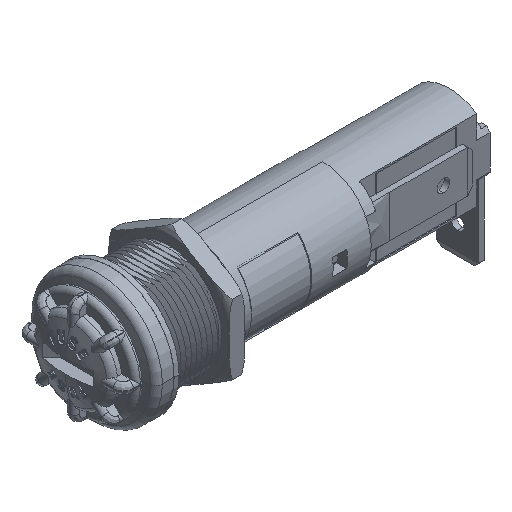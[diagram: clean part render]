
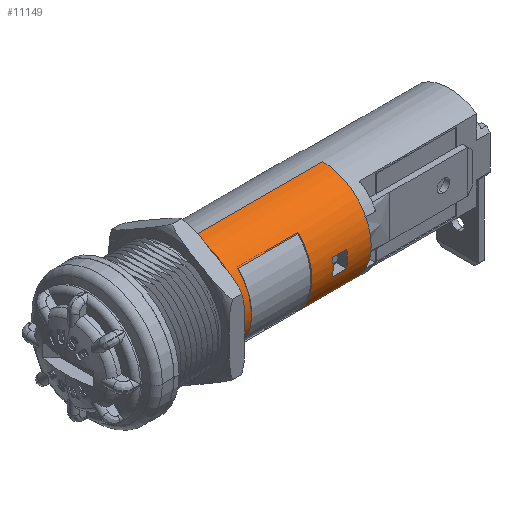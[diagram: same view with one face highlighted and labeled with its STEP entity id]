
A CAD part, isometric view. The second image highlights one B-rep face of the part: STEP entity #11149.
In plain terms, the highlighted cylindrical face has radius 7.24 mm (diameter 14.48 mm), a partial arc.
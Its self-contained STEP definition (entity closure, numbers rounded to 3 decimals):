
#1768=CARTESIAN_POINT('',(15.12,0.,0.));
#1769=DIRECTION('',(-1.,0.,0.));
#1770=DIRECTION('',(0.,0.897,-0.442));
#1771=AXIS2_PLACEMENT_3D('',#1768,#1769,#1770);
#1773=CARTESIAN_POINT('',(15.12,0.,0.));
#1774=DIRECTION('',(-1.,0.,0.));
#1775=DIRECTION('',(0.,0.,-1.));
#1776=AXIS2_PLACEMENT_3D('',#1773,#1774,#1775);
#1778=CARTESIAN_POINT('',(34.82,0.,0.));
#1779=DIRECTION('',(-1.,0.,0.));
#1780=DIRECTION('',(0.,-0.89,-0.456));
#1781=AXIS2_PLACEMENT_3D('',#1778,#1779,#1780);
#1783=DIRECTION('',(-1.,0.,0.));
#1784=VECTOR('',#1783,19.06);
#1785=CARTESIAN_POINT('',(34.82,0.,-7.24));
#1786=LINE('',#1785,#1784);
#1810=CARTESIAN_POINT('',(29.15,0.,0.));
#1811=DIRECTION('',(1.,0.,0.));
#1812=DIRECTION('',(0.,-0.985,0.173));
#1813=AXIS2_PLACEMENT_3D('',#1810,#1811,#1812);
#1840=DIRECTION('',(1.,0.,0.));
#1841=VECTOR('',#1840,2.15);
#1842=CARTESIAN_POINT('',(29.15,-7.131,-1.25));
#1843=LINE('',#1842,#1841);
#2539=CARTESIAN_POINT('',(15.13,6.729,-2.671));
#2540=CARTESIAN_POINT('',(15.128,6.694,-2.76));
#2541=CARTESIAN_POINT('',(15.125,6.62,-2.937));
#2542=CARTESIAN_POINT('',(15.122,6.538,-3.111));
#2543=CARTESIAN_POINT('',(15.12,6.496,-3.197));
#2545=CARTESIAN_POINT('',(15.22,6.83,2.401));
#2546=CARTESIAN_POINT('',(15.214,6.943,2.08));
#2547=CARTESIAN_POINT('',(15.202,7.125,1.418));
#2548=CARTESIAN_POINT('',(15.184,7.256,0.379));
#2549=CARTESIAN_POINT('',(15.166,7.234,
-0.673));
#2550=CARTESIAN_POINT('',(15.148,7.064,-1.697));
#2551=CARTESIAN_POINT('',(15.136,6.856,-2.353));
#2552=CARTESIAN_POINT('',(15.13,6.729,-2.671));
#2554=DIRECTION('',(-1.,0.,0.));
#2555=VECTOR('',#2554,0.78);
#2556=CARTESIAN_POINT('',(16.,6.83,2.401));
#2557=LINE('',#2556,#2555);
#2558=CARTESIAN_POINT('',(15.76,0.,-7.24));
#2559=CARTESIAN_POINT('',(15.767,0.416,-7.24));
#2560=CARTESIAN_POINT('',(15.782,1.253,-7.168));
#2561=CARTESIAN_POINT('',(15.804,2.49,-6.839));
#2562=CARTESIAN_POINT('',(15.826,3.643,-6.298));
#2563=CARTESIAN_POINT('',(15.847,4.664,-5.584));
#2564=CARTESIAN_POINT('',(15.869,5.549,-4.706));
#2565=CARTESIAN_POINT('',(15.891,6.276,-3.682));
#2566=CARTESIAN_POINT('',(15.913,6.815,-2.547));
#2567=CARTESIAN_POINT('',(15.934,7.151,-1.345));
#2568=CARTESIAN_POINT('',(15.956,7.277,
-0.073));
#2569=CARTESIAN_POINT('',(15.978,7.177,1.201));
#2570=CARTESIAN_POINT('',(15.993,6.968,2.01));
#2571=CARTESIAN_POINT('',(16.,6.83,2.401));
#2573=CARTESIAN_POINT('',(34.82,0.,0.));
#2574=DIRECTION('',(-1.,0.,0.));
#2575=DIRECTION('',(0.,0.,-1.));
#2576=AXIS2_PLACEMENT_3D('',#2573,#2574,#2575);
#2599=CARTESIAN_POINT('',(34.82,0.,0.));
#2600=DIRECTION('',(-1.,0.,0.));
#2601=DIRECTION('',(0.,-0.89,0.456));
#2602=AXIS2_PLACEMENT_3D('',#2599,#2600,#2601);
#2604=DIRECTION('',(-1.,0.,0.));
#2605=VECTOR('',#2604,19.7);
#2606=CARTESIAN_POINT('',(34.82,0.,7.24));
#2607=LINE('',#2606,#2605);
#2644=DIRECTION('',(1.,0.,0.));
#2645=VECTOR('',#2644,2.15);
#2646=CARTESIAN_POINT('',(29.15,-7.131,1.25));
#2647=LINE('',#2646,#2645);
#2671=CARTESIAN_POINT('',(31.3,0.,0.));
#2672=DIRECTION('',(1.,0.,0.));
#2673=DIRECTION('',(0.,-0.985,0.173));
#2674=AXIS2_PLACEMENT_3D('',#2671,#2672,#2673);
#5022=DIRECTION('',(1.,0.,0.));
#5023=VECTOR('',#5022,9.);
#5024=CARTESIAN_POINT('',(17.,-5.236,5.));
#5025=LINE('',#5024,#5023);
#5034=CARTESIAN_POINT('',(26.,0.,0.));
#5035=DIRECTION('',(1.,0.,0.));
#5036=DIRECTION('',(0.,-0.723,0.691));
#5037=AXIS2_PLACEMENT_3D('',#5034,#5035,#5036);
#5048=DIRECTION('',(1.,0.,0.));
#5049=VECTOR('',#5048,9.);
#5050=CARTESIAN_POINT('',(17.,-5.236,-5.));
#5051=LINE('',#5050,#5049);
#5060=CARTESIAN_POINT('',(17.,0.,0.));
#5061=DIRECTION('',(1.,0.,0.));
#5062=DIRECTION('',(0.,-0.723,0.691));
#5063=AXIS2_PLACEMENT_3D('',#5060,#5061,#5062);
#5127=CARTESIAN_POINT('',(34.82,-6.444,-3.3));
#5129=VERTEX_POINT('',#5127);
#5130=CARTESIAN_POINT('',(34.82,-6.444,3.3));
#5132=VERTEX_POINT('',#5130);
#5154=CARTESIAN_POINT('',(34.82,0.,-7.24));
#5155=VERTEX_POINT('',#5154);
#5156=CARTESIAN_POINT('',(34.82,0.,7.24));
#5157=VERTEX_POINT('',#5156);
#5214=CARTESIAN_POINT('',(29.15,-7.131,1.25));
#5215=CARTESIAN_POINT('',(29.15,-7.131,-1.25));
#5216=VERTEX_POINT('',#5214);
#5217=VERTEX_POINT('',#5215);
#5218=CARTESIAN_POINT('',(31.3,-7.131,1.25));
#5219=VERTEX_POINT('',#5218);
#5220=CARTESIAN_POINT('',(31.3,-7.131,-1.25));
#5221=VERTEX_POINT('',#5220);
#5390=VERTEX_POINT('',#2558);
#5391=VERTEX_POINT('',#2571);
#5392=VERTEX_POINT('',#2545);
#5393=VERTEX_POINT('',#2552);
#5394=VERTEX_POINT('',#2543);
#5395=CARTESIAN_POINT('',(15.12,0.,7.24));
#5396=VERTEX_POINT('',#5395);
#5488=CARTESIAN_POINT('',(15.12,0.,-7.24));
#5489=VERTEX_POINT('',#5488);
#5496=CARTESIAN_POINT('',(17.,-5.236,5.));
#5497=CARTESIAN_POINT('',(26.,-5.236,5.));
#5498=VERTEX_POINT('',#5496);
#5499=VERTEX_POINT('',#5497);
#5504=CARTESIAN_POINT('',(17.,-5.236,-5.));
#5505=VERTEX_POINT('',#5504);
#5508=CARTESIAN_POINT('',(26.,-5.236,-5.));
#5509=VERTEX_POINT('',#5508);
#11100=CARTESIAN_POINT('',(1.535,0.,0.));
#11101=DIRECTION('',(1.,0.,0.));
#11102=DIRECTION('',(0.,0.,1.));
#11103=AXIS2_PLACEMENT_3D('',#11100,#11101,#11102);
#11104=CYLINDRICAL_SURFACE('',#11103,7.24);
#11106=ORIENTED_EDGE('',*,*,#11105,.T.);
#11108=ORIENTED_EDGE('',*,*,#11107,.T.);
#11110=ORIENTED_EDGE('',*,*,#11109,.F.);
#11112=ORIENTED_EDGE('',*,*,#11111,.F.);
#11114=ORIENTED_EDGE('',*,*,#11113,.F.);
#11116=ORIENTED_EDGE('',*,*,#11115,.F.);
#11118=ORIENTED_EDGE('',*,*,#11117,.T.);
#11120=ORIENTED_EDGE('',*,*,#11119,.T.);
#11122=ORIENTED_EDGE('',*,*,#11121,.T.);
#11124=ORIENTED_EDGE('',*,*,#11123,.T.);
#11126=ORIENTED_EDGE('',*,*,#11125,.T.);
#11127=EDGE_LOOP('',(#11106,#11108,#11110,#11112,#11114,#11116,#11118,#11120,
#11122,#11124,#11126));
#11128=FACE_OUTER_BOUND('',#11127,.F.);
#11130=ORIENTED_EDGE('',*,*,#11129,.T.);
#11132=ORIENTED_EDGE('',*,*,#11131,.T.);
#11134=ORIENTED_EDGE('',*,*,#11133,.F.);
#11136=ORIENTED_EDGE('',*,*,#11135,.F.);
#11137=EDGE_LOOP('',(#11130,#11132,#11134,#11136));
#11138=FACE_BOUND('',#11137,.F.);
#11140=ORIENTED_EDGE('',*,*,#11139,.F.);
#11142=ORIENTED_EDGE('',*,*,#11141,.T.);
#11144=ORIENTED_EDGE('',*,*,#11143,.T.);
#11146=ORIENTED_EDGE('',*,*,#11145,.F.);
#11147=EDGE_LOOP('',(#11140,#11142,#11144,#11146));
#11148=FACE_BOUND('',#11147,.F.);
#11149=ADVANCED_FACE('',(#11128,#11138,#11148),#11104,.T.);
#1772=CIRCLE('',#1771,7.24);
#1777=CIRCLE('',#1776,7.24);
#1782=CIRCLE('',#1781,7.24);
#1814=CIRCLE('',#1813,7.24);
#2544=B_SPLINE_CURVE_WITH_KNOTS('',3,(#2539,#2540,#2541,#2542,#2543),
.UNSPECIFIED.,.F.,.F.,(4,1,4),(0.,0.5,1.),.UNSPECIFIED.);
#2553=B_SPLINE_CURVE_WITH_KNOTS('',3,(#2545,#2546,#2547,#2548,#2549,#2550,#2551,
#2552),.UNSPECIFIED.,.F.,.F.,(4,1,1,1,1,4),(0.,0.2,0.4,0.6,0.8,1.),
.UNSPECIFIED.);
#2572=B_SPLINE_CURVE_WITH_KNOTS('',3,(#2558,#2559,#2560,#2561,#2562,#2563,#2564,
#2565,#2566,#2567,#2568,#2569,#2570,#2571),.UNSPECIFIED.,.F.,.F.,(4,1,1,1,1,1,1,
1,1,1,1,4),(0.,0.091,0.182,0.273,
0.364,0.455,0.545,0.636,
0.727,0.818,0.909,1.),.UNSPECIFIED.);
#2577=CIRCLE('',#2576,7.24);
#2603=CIRCLE('',#2602,7.24);
#2675=CIRCLE('',#2674,7.24);
#5038=CIRCLE('',#5037,7.24);
#5064=CIRCLE('',#5063,7.24);
#11105=EDGE_CURVE('',#5394,#5489,#1772,.T.);
#11107=EDGE_CURVE('',#5489,#5396,#1777,.T.);
#11109=EDGE_CURVE('',#5157,#5396,#2607,.T.);
#11111=EDGE_CURVE('',#5132,#5157,#2603,.T.);
#11113=EDGE_CURVE('',#5129,#5132,#1782,.T.);
#11115=EDGE_CURVE('',#5155,#5129,#2577,.T.);
#11117=EDGE_CURVE('',#5155,#5390,#1786,.T.);
#11119=EDGE_CURVE('',#5390,#5391,#2572,.T.);
#11121=EDGE_CURVE('',#5391,#5392,#2557,.T.);
#11123=EDGE_CURVE('',#5392,#5393,#2553,.T.);
#11125=EDGE_CURVE('',#5393,#5394,#2544,.T.);
#11129=EDGE_CURVE('',#5216,#5217,#1814,.T.);
#11131=EDGE_CURVE('',#5217,#5221,#1843,.T.);
#11133=EDGE_CURVE('',#5219,#5221,#2675,.T.);
#11135=EDGE_CURVE('',#5216,#5219,#2647,.T.);
#11139=EDGE_CURVE('',#5498,#5499,#5025,.T.);
#11141=EDGE_CURVE('',#5498,#5505,#5064,.T.);
#11143=EDGE_CURVE('',#5505,#5509,#5051,.T.);
#11145=EDGE_CURVE('',#5499,#5509,#5038,.T.);
